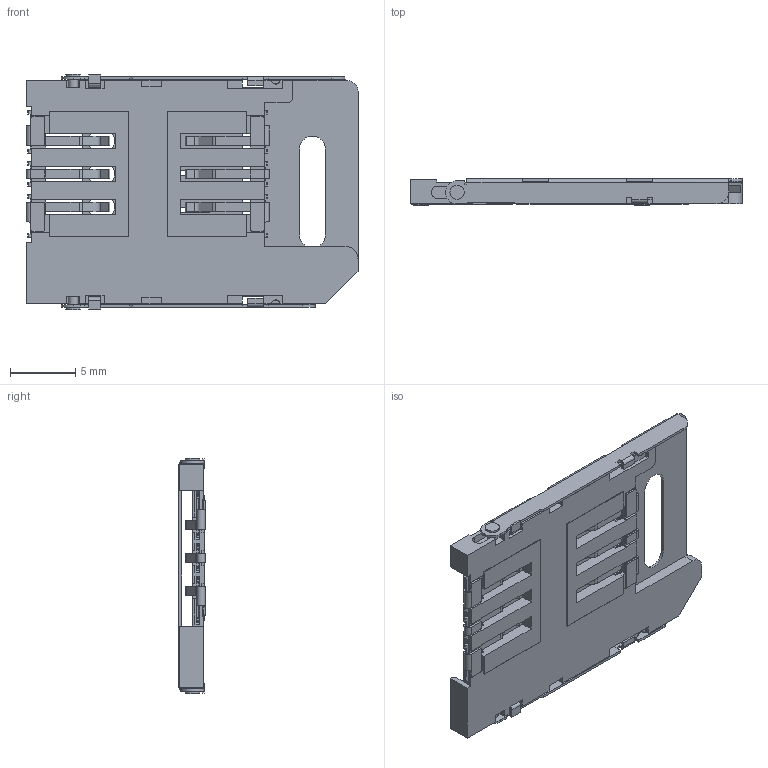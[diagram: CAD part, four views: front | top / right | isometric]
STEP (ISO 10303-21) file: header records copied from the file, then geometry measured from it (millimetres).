
FILE_DESCRIPTION((''),'2;1');
FILE_NAME('473880001','2014-06-30T',('me'),(''),'PRO/ENGINEER BY PARAMETRIC TECHNOLOGY CORPORATION, 2011490','PRO/ENGINEER BY PARAMETRIC TECHNOLOGY CORPORATION, 2011490','');
FILE_SCHEMA(('CONFIG_CONTROL_DESIGN'));
Length unit declared in the file: millimetre
Products named in the file (1): 473880001
Bounding box: 25.52 x 2 x 18.1 mm (x, y, z)
Volume: 367.5 mm3; surface area: 1814.4 mm2
Topology: 2 solids, 2 shells, 693 faces, 2080 edges, 1389 vertices
Faces by surface type: plane 566, cylinder 127
Entity records: 23175 total; most frequent: CARTESIAN_POINT 4270, ORIENTED_EDGE 4072, DIRECTION 3682, EDGE_CURVE 2036, VECTOR 1800, LINE 1800, VERTEX_POINT 1333, AXIS2_PLACEMENT_3D 941
